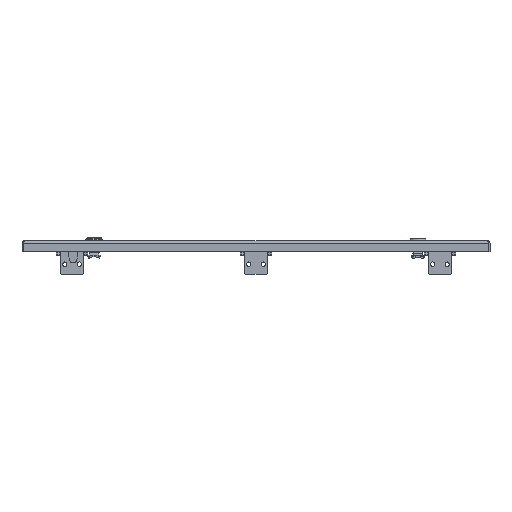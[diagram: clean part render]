
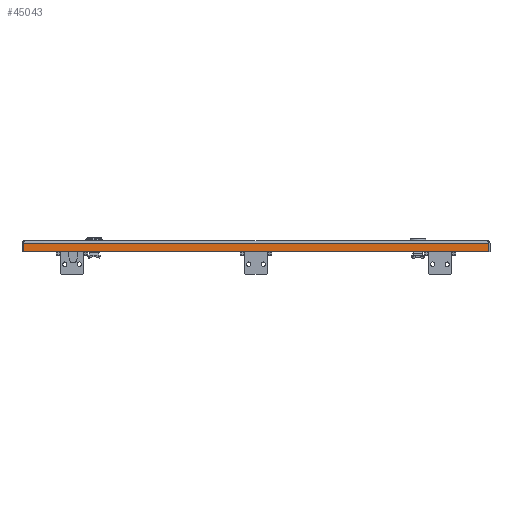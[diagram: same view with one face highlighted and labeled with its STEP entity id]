
A CAD part, left-side view. The second image highlights one B-rep face of the part: STEP entity #45043.
In plain terms, the highlighted planar face has unit normal (-1, 0, 0).
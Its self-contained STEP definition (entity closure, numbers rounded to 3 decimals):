
#1387 = DIRECTION ( 'NONE',  ( 0., 0., -1. ) ) ;
#1669 = CARTESIAN_POINT ( 'NONE',  ( -244.5, 0., 0. ) ) ;
#1911 = VECTOR ( 'NONE', #1387, 1000. ) ;
#9845 = ORIENTED_EDGE ( 'NONE', *, *, #36828, .F. ) ;
#12596 = DIRECTION ( 'NONE',  ( 0., 1., 0. ) ) ;
#15603 = AXIS2_PLACEMENT_3D ( 'NONE', #1669, #55596, #44707 ) ;
#16459 = VERTEX_POINT ( 'NONE', #35675 ) ;
#16571 = LINE ( 'NONE', #60250, #1911 ) ;
#19490 = LINE ( 'NONE', #62835, #24789 ) ;
#22733 = CARTESIAN_POINT ( 'NONE',  ( -244.5, -395.429, -18. ) ) ;
#24430 = DIRECTION ( 'NONE',  ( 0., 0., -1. ) ) ;
#24789 = VECTOR ( 'NONE', #24430, 1000. ) ;
#25979 = VECTOR ( 'NONE', #68729, 1000. ) ;
#27272 = CARTESIAN_POINT ( 'NONE',  ( -244.5, -395.429, -4. ) ) ;
#28501 = LINE ( 'NONE', #60870, #43267 ) ;
#28521 = PLANE ( 'NONE',  #15603 ) ;
#35675 = CARTESIAN_POINT ( 'NONE',  ( -244.5, 395.429, -4. ) ) ;
#36828 = EDGE_CURVE ( 'NONE', #16459, #57183, #47244, .T. ) ;
#37420 = VERTEX_POINT ( 'NONE', #22733 ) ;
#40851 = EDGE_CURVE ( 'NONE', #16459, #69028, #16571, .T. ) ;
#41486 = ORIENTED_EDGE ( 'NONE', *, *, #40851, .T. ) ;
#41755 = ORIENTED_EDGE ( 'NONE', *, *, #48807, .F. ) ;
#43267 = VECTOR ( 'NONE', #12596, 1000. ) ;
#43856 = EDGE_LOOP ( 'NONE', ( #9845, #41486, #62619, #41755 ) ) ;
#44707 = DIRECTION ( 'NONE',  ( 0., 0., -1. ) ) ;
#45043 = ADVANCED_FACE ( 'NONE', ( #55255 ), #28521, .F. ) ;
#46085 = CARTESIAN_POINT ( 'NONE',  ( -244.5, 395.429, -18. ) ) ;
#47244 = LINE ( 'NONE', #47596, #25979 ) ;
#47596 = CARTESIAN_POINT ( 'NONE',  ( -244.5, -397.5, -4. ) ) ;
#48807 = EDGE_CURVE ( 'NONE', #57183, #37420, #19490, .T. ) ;
#55255 = FACE_OUTER_BOUND ( 'NONE', #43856, .T. ) ;
#55596 = DIRECTION ( 'NONE',  ( 1., 0., 0. ) ) ;
#57183 = VERTEX_POINT ( 'NONE', #27272 ) ;
#60250 = CARTESIAN_POINT ( 'NONE',  ( -244.5, 395.429, 0. ) ) ;
#60870 = CARTESIAN_POINT ( 'NONE',  ( -244.5, -397.5, -18. ) ) ;
#62619 = ORIENTED_EDGE ( 'NONE', *, *, #68002, .F. ) ;
#62835 = CARTESIAN_POINT ( 'NONE',  ( -244.5, -395.429, -2. ) ) ;
#68002 = EDGE_CURVE ( 'NONE', #37420, #69028, #28501, .T. ) ;
#68729 = DIRECTION ( 'NONE',  ( 0., -1., 0. ) ) ;
#69028 = VERTEX_POINT ( 'NONE', #46085 ) ;
